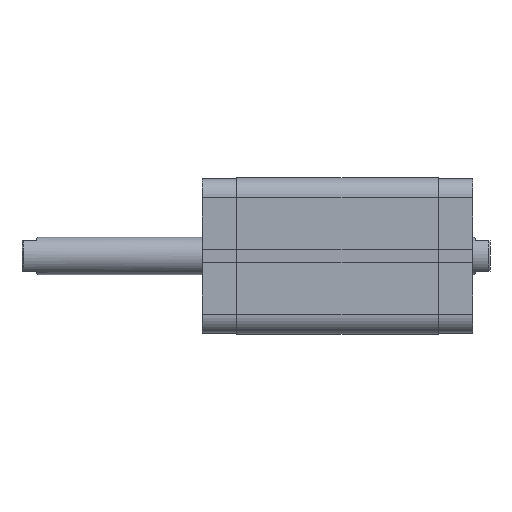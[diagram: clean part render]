
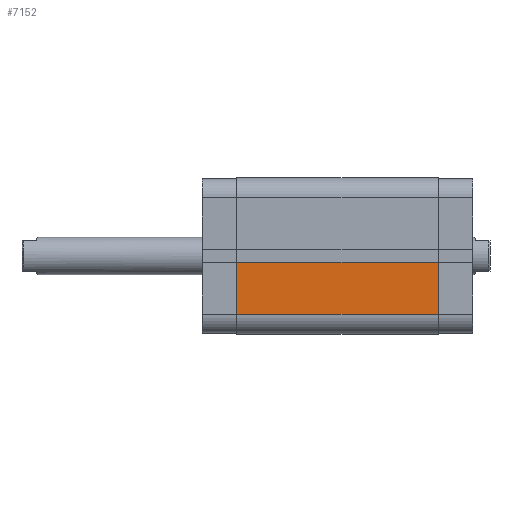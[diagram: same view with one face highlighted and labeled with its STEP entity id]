
A CAD part, front view. The second image highlights one B-rep face of the part: STEP entity #7152.
In plain terms, the highlighted planar face has unit normal (0, -1, 0).
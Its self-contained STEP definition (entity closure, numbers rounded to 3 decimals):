
#571 = ORIENTED_EDGE ( 'NONE', *, *, #5983, .T. ) ;
#572 = ORIENTED_EDGE ( 'NONE', *, *, #5981, .F. ) ;
#573 = ORIENTED_EDGE ( 'NONE', *, *, #5930, .F. ) ;
#574 = ORIENTED_EDGE ( 'NONE', *, *, #5934, .T. ) ;
#2050 = CARTESIAN_POINT ( 'NONE',  ( -2.6, -33.5, 86.5 ) ) ;
#2051 = DIRECTION ( 'NONE',  ( 0., 0., -1. ) ) ;
#2054 = CARTESIAN_POINT ( 'NONE',  ( 0., -33.5, 0. ) ) ;
#2059 = DIRECTION ( 'NONE',  ( 1., 0., 0. ) ) ;
#2161 = CARTESIAN_POINT ( 'NONE',  ( 0., -33.5, 86.5 ) ) ;
#2171 = DIRECTION ( 'NONE',  ( 1., 0., 0. ) ) ;
#2175 = CARTESIAN_POINT ( 'NONE',  ( -25., -33.5, 86.5 ) ) ;
#2176 = DIRECTION ( 'NONE',  ( 0., 0., -1. ) ) ;
#2745 = LINE ( 'NONE', #2054, #2755 ) ;
#2747 = LINE ( 'NONE', #2050, #2748 ) ;
#2748 = VECTOR ( 'NONE', #2051, 1000. ) ;
#2755 = VECTOR ( 'NONE', #2059, 1000. ) ;
#2829 = LINE ( 'NONE', #2175, #2830 ) ;
#2830 = VECTOR ( 'NONE', #2176, 1000. ) ;
#2831 = LINE ( 'NONE', #2161, #2833 ) ;
#2833 = VECTOR ( 'NONE', #2171, 1000. ) ;
#3327 = FACE_OUTER_BOUND ( 'NONE', #3705, .T. ) ;
#3705 = EDGE_LOOP ( 'NONE', ( #574, #573, #572, #571 ) ) ;
#4993 = CARTESIAN_POINT ( 'NONE',  ( -25., -33.5, 86.5 ) ) ;
#5023 = CARTESIAN_POINT ( 'NONE',  ( -2.6, -33.5, 86.5 ) ) ;
#5028 = CARTESIAN_POINT ( 'NONE',  ( -2.6, -33.5, 0. ) ) ;
#5054 = CARTESIAN_POINT ( 'NONE',  ( -25., -33.5, 0. ) ) ;
#5352 = PLANE ( 'NONE',  #6394 ) ;
#5355 = CARTESIAN_POINT ( 'NONE',  ( 0., -33.5, 86.5 ) ) ;
#5364 = DIRECTION ( 'NONE',  ( 0., 1., 0. ) ) ;
#5365 = DIRECTION ( 'NONE',  ( 0., 0., 1. ) ) ;
#5930 = EDGE_CURVE ( 'NONE', #6733, #6739, #2747, .T. ) ;
#5934 = EDGE_CURVE ( 'NONE', #6789, #6739, #2745, .T. ) ;
#5981 = EDGE_CURVE ( 'NONE', #6683, #6733, #2831, .T. ) ;
#5983 = EDGE_CURVE ( 'NONE', #6683, #6789, #2829, .T. ) ;
#6394 = AXIS2_PLACEMENT_3D ( 'NONE', #5355, #5364, #5365 ) ;
#6683 = VERTEX_POINT ( 'NONE', #4993 ) ;
#6733 = VERTEX_POINT ( 'NONE', #5023 ) ;
#6739 = VERTEX_POINT ( 'NONE', #5028 ) ;
#6789 = VERTEX_POINT ( 'NONE', #5054 ) ;
#7152 = ADVANCED_FACE ( 'NONE', ( #3327 ), #5352, .F. ) ;
